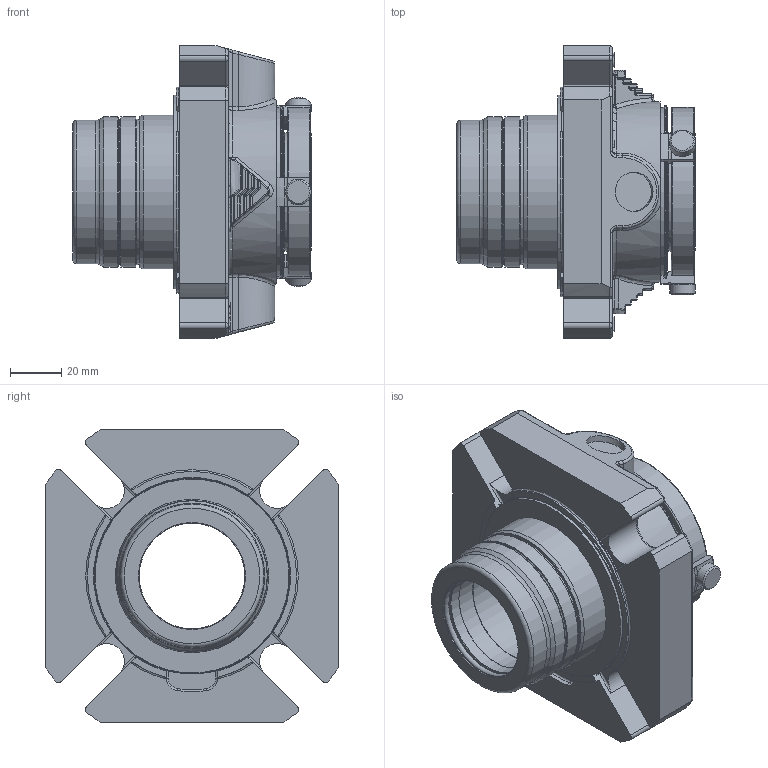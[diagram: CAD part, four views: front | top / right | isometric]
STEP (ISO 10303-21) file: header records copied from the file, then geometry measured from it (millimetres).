
FILE_DESCRIPTION(/* description */ ('Unknown'),/* implementation_level */ '2;1');
FILE_NAME(/* name */ '1.625',/* time_stamp */ '2023-01-30T12:52:31+00:00',/* author */ ('Unknown'),/* organization */ ('Unknown'),/* preprocessor_version */ 'ST-DEVELOPER v16.7',/* originating_system */ 'Solid Edge',/* authorisation */ 'Unknown');
FILE_SCHEMA (('AUTOMOTIVE_DESIGN {1 0 10303 214 3 1 1}'));
Length unit declared in the file: millimetre
Products named in the file (1): 1.625
Bounding box: 93.24 x 114.3 x 114.3 mm (x, y, z)
Volume: 336098.2 mm3; surface area: 70178.6 mm2
Topology: 1 solids, 3 shells, 968 faces, 2528 edges, 1602 vertices
Faces by surface type: cylinder 320, plane 313, bspline 169, torus 98, sphere 36, cone 32
Full cylindrical faces by diameter (mm): 2.37 x2, 4.071 x2, 10 x3, 15.342 x2, 41.275 x1, 41.377 x3, 41.631 x1, 45.72 x2, 46.253 x2, 56.109 x1, 56.769 x2, 57.277 x1, 58.75 x1, 58.852 x1, 60.046 x1, 66.167 x2, 67.691 x1, 73.05 x1, 75.997 x1, 76 x1, 76.403 x1, 76.657 x1
Entity records: 32247 total; most frequent: CARTESIAN_POINT 9697, ORIENTED_EDGE 4840, DIRECTION 4402, EDGE_CURVE 2420, AXIS2_PLACEMENT_3D 1633, VERTEX_POINT 1569, LINE 1136, VECTOR 1136
